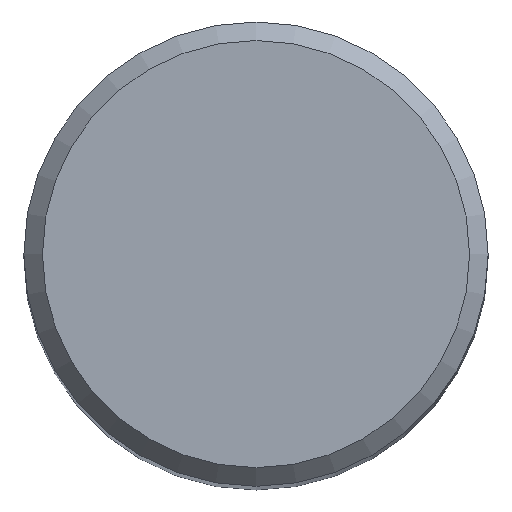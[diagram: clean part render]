
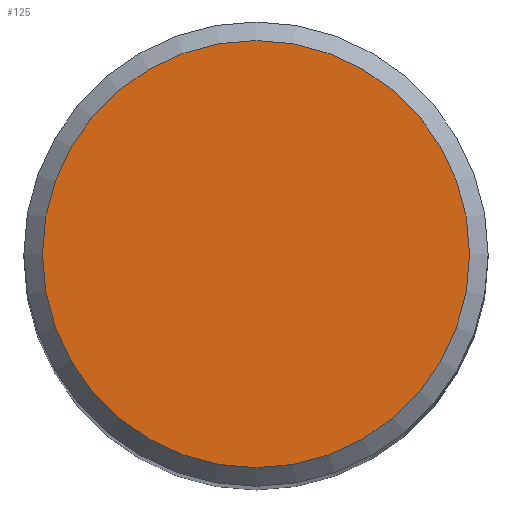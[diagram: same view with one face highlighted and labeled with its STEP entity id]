
A CAD part, top view. The second image highlights one B-rep face of the part: STEP entity #125.
In plain terms, the highlighted planar face has unit normal (0, 0, 1).
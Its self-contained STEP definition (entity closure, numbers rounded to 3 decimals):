
#112=FACE_OUTER_BOUND('',#180,.T.);
#114=PLANE('',#296);
#125=ADVANCED_FACE('',(#112),#114,.F.);
#180=EDGE_LOOP('',(#212));
#212=ORIENTED_EDGE('',*,*,#259,.F.);
#242=VERTEX_POINT('',#402);
#259=EDGE_CURVE('',#242,#242,#275,.T.);
#275=CIRCLE('',#295,11.497);
#295=AXIS2_PLACEMENT_3D('',#401,#337,#338);
#296=AXIS2_PLACEMENT_3D('',#403,#339,#340);
#337=DIRECTION('',(0.0,0.0,-1.0));
#338=DIRECTION('',(1.0,0.0,0.0));
#339=DIRECTION('',(0.0,0.0,-1.0));
#340=DIRECTION('',(-1.0,0.0,0.0));
#401=CARTESIAN_POINT('',(0.0,0.0,0.0));
#402=CARTESIAN_POINT('',(11.497,0.0,0.0));
#403=CARTESIAN_POINT('',(0.0,0.0,0.0));
